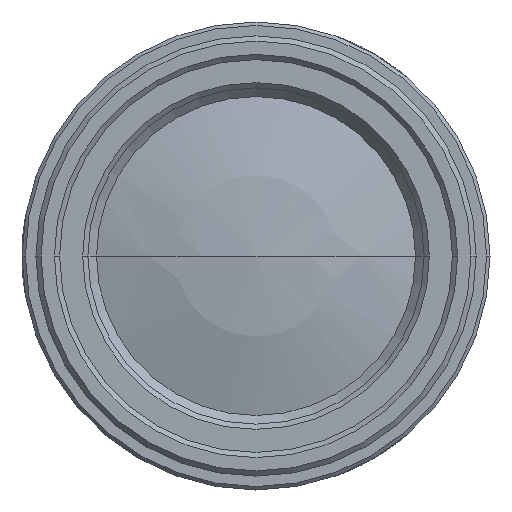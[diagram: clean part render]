
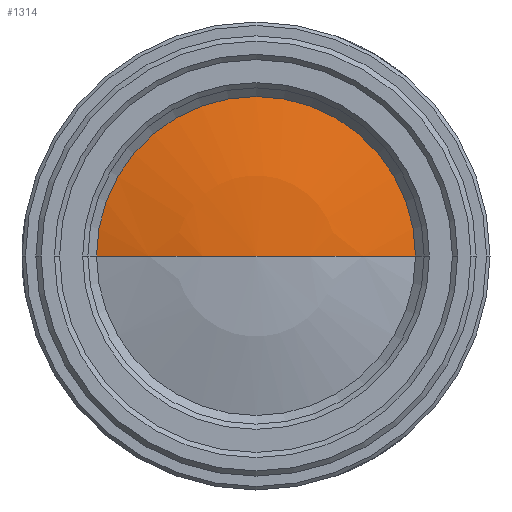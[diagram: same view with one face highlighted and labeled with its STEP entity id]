
A CAD part, left-side view. The second image highlights one B-rep face of the part: STEP entity #1314.
In plain terms, the highlighted spherical face has radius 31.756 mm.
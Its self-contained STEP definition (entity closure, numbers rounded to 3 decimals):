
#1314 = ADVANCED_FACE('',(#1315),#1344,.T.);
#1315 = FACE_BOUND('',#1316,.T.);
#1316 = EDGE_LOOP('',(#1317,#1328,#1337));
#1317 = ORIENTED_EDGE('',*,*,#1318,.F.);
#1318 = EDGE_CURVE('',#1319,#1321,#1323,.T.);
#1319 = VERTEX_POINT('',#1320);
#1320 = CARTESIAN_POINT('',(-14.164,-9.2,0.));
#1321 = VERTEX_POINT('',#1322);
#1322 = CARTESIAN_POINT('',(-15.525,0.,0.));
#1323 = CIRCLE('',#1324,31.756);
#1324 = AXIS2_PLACEMENT_3D('',#1325,#1326,#1327);
#1325 = CARTESIAN_POINT('',(16.231,0.,0.));
#1326 = DIRECTION('',(0.,0.,-1.));
#1327 = DIRECTION('',(-0.957,-0.29,-0.));
#1328 = ORIENTED_EDGE('',*,*,#1329,.F.);
#1329 = EDGE_CURVE('',#1330,#1319,#1332,.T.);
#1330 = VERTEX_POINT('',#1331);
#1331 = CARTESIAN_POINT('',(-14.164,9.2,0.));
#1332 = CIRCLE('',#1333,9.2);
#1333 = AXIS2_PLACEMENT_3D('',#1334,#1335,#1336);
#1334 = CARTESIAN_POINT('',(-14.164,0.,0.));
#1335 = DIRECTION('',(1.,0.,0.));
#1336 = DIRECTION('',(-0.,1.,0.));
#1337 = ORIENTED_EDGE('',*,*,#1338,.T.);
#1338 = EDGE_CURVE('',#1330,#1321,#1339,.T.);
#1339 = CIRCLE('',#1340,31.756);
#1340 = AXIS2_PLACEMENT_3D('',#1341,#1342,#1343);
#1341 = CARTESIAN_POINT('',(16.231,0.,0.));
#1342 = DIRECTION('',(0.,0.,1.));
#1343 = DIRECTION('',(-0.957,0.29,0.));
#1344 = SPHERICAL_SURFACE('',#1345,31.756);
#1345 = AXIS2_PLACEMENT_3D('',#1346,#1347,#1348);
#1346 = CARTESIAN_POINT('',(16.231,0.,0.));
#1347 = DIRECTION('',(1.,0.,0.));
#1348 = DIRECTION('',(0.,-1.,0.));
